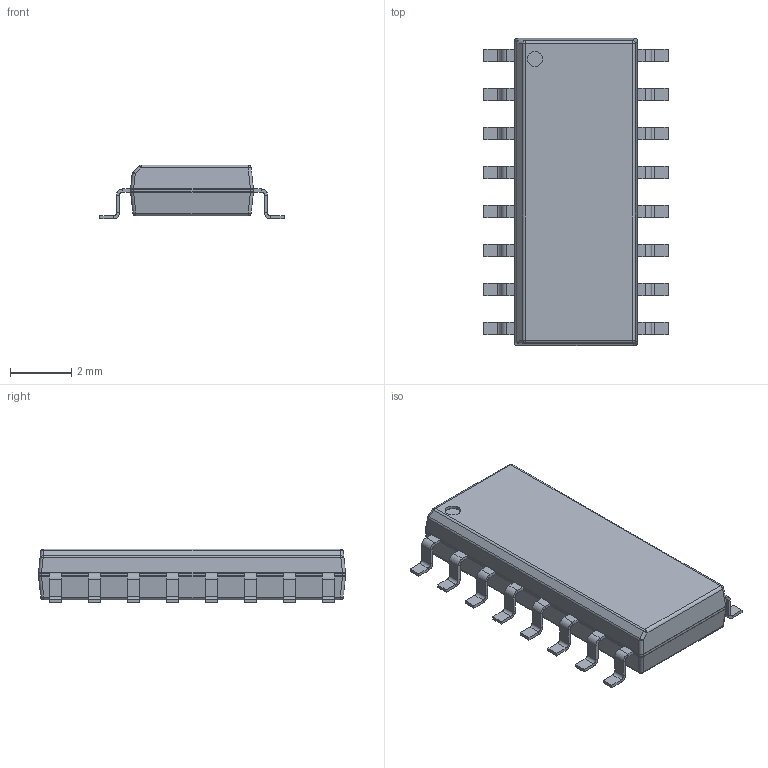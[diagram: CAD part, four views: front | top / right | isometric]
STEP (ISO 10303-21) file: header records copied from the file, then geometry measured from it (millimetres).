
FILE_DESCRIPTION(/* description */ (''),/* implementation_level */ '2;1');
FILE_NAME(/* name */ 'INFINEON SOIC-16 PG-DSO-16-11.step',/* time_stamp */ '2022-08-10T04:25:12+01:00',/* author */ (''),/* organization */ (''),/* preprocessor_version */ 'ST-DEVELOPER v19',/* originating_system */ 'Autodesk Translation Framework v11.7.0.108',/* authorisation */ '');
FILE_SCHEMA (('AUTOMOTIVE_DESIGN { 1 0 10303 214 3 1 1 }'));
Length unit declared in the file: millimetre
Products named in the file (6): INFINEON SOIC-16 PG-DSO-16-11; 5783112480; Open CASCADE STEP translator 7.5 2.1; Body; Open CASCADE STEP translator 7.5 2.2.1; Leader
Assembly tree (20 placements, depth 4):
  INFINEON SOIC-16 PG-DSO-16-11
    5783112480
      Open CASCADE STEP translator 7.5 2.1
      Body
        Open CASCADE STEP translator 7.5 2.2.1
      Leader  x16
Bounding box: 6 x 10 x 1.75 mm (x, y, z)
Volume: 65 mm3; surface area: 147.9 mm2
Topology: 17 solids, 18 shells, 419 faces, 842 edges, 449 vertices
Faces by surface type: plane 305, cylinder 96, sphere 10, bspline 8
Full cylindrical faces by diameter (mm): 0.5 x1
Entity records: 3457 total; most frequent: CARTESIAN_POINT 1448, DIRECTION 411, ORIENTED_EDGE 343, EDGE_CURVE 172, AXIS2_PLACEMENT_3D 156, LINE 99, VECTOR 99, EDGE_LOOP 90
